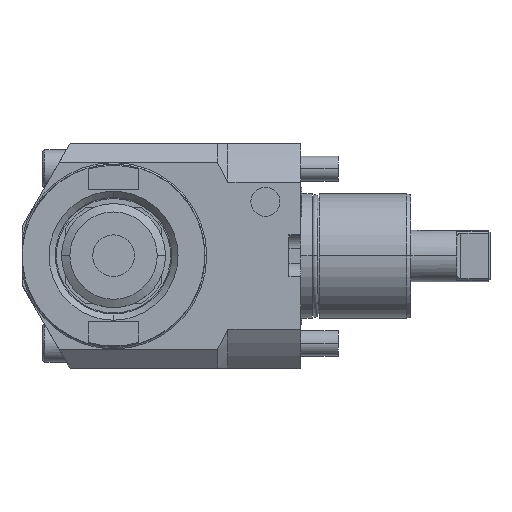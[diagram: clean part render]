
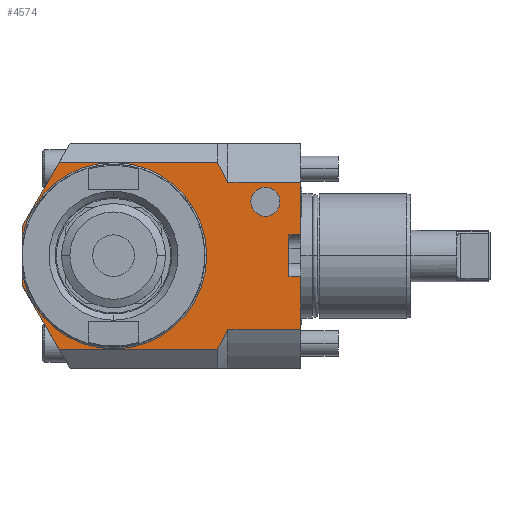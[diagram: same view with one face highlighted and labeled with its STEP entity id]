
A CAD part, top view. The second image highlights one B-rep face of the part: STEP entity #4574.
In plain terms, the highlighted planar face has unit normal (0, 0, 1).
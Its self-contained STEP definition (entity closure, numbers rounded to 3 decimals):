
#6=DIRECTION('',(-1.,0.,0.));
#7=VECTOR('',#6,35.);
#8=CARTESIAN_POINT('',(0.,-35.369,65.));
#9=LINE('',#8,#7);
#10=CARTESIAN_POINT('',(-35.,-35.369,65.));
#11=CARTESIAN_POINT('',(-35.245,-35.882,65.));
#12=CARTESIAN_POINT('',(-35.747,-36.915,65.));
#13=CARTESIAN_POINT('',(-36.533,-38.482,65.));
#14=CARTESIAN_POINT('',(-37.355,-40.072,65.));
#15=CARTESIAN_POINT('',(-38.214,-41.686,65.));
#16=CARTESIAN_POINT('',(-39.112,-43.326,65.));
#17=CARTESIAN_POINT('',(-39.738,-44.439,65.));
#18=CARTESIAN_POINT('',(-40.057,-45.,65.));
#20=DIRECTION('',(1.,0.,0.));
#21=VECTOR('',#20,76.045);
#22=CARTESIAN_POINT('',(-116.102,-45.,65.));
#23=LINE('',#22,#21);
#24=DIRECTION('',(0.5,-0.866,0.));
#25=VECTOR('',#24,35.796);
#26=CARTESIAN_POINT('',(-134.,-14.,65.));
#27=LINE('',#26,#25);
#28=CARTESIAN_POINT('',(-90.,0.,65.));
#29=DIRECTION('',(0.,0.,-1.));
#30=DIRECTION('',(1.,0.,0.));
#31=AXIS2_PLACEMENT_3D('',#28,#29,#30);
#33=CARTESIAN_POINT('',(-90.,0.,65.));
#34=DIRECTION('',(0.,0.,1.));
#35=DIRECTION('',(1.,0.,0.));
#36=AXIS2_PLACEMENT_3D('',#33,#34,#35);
#38=DIRECTION('',(-0.5,-0.866,0.));
#39=VECTOR('',#38,35.796);
#40=CARTESIAN_POINT('',(-116.102,45.,65.));
#41=LINE('',#40,#39);
#42=DIRECTION('',(1.,0.,0.));
#43=VECTOR('',#42,76.045);
#44=CARTESIAN_POINT('',(-116.102,45.,65.));
#45=LINE('',#44,#43);
#46=CARTESIAN_POINT('',(-40.057,45.,65.));
#47=CARTESIAN_POINT('',(-39.737,44.438,65.));
#48=CARTESIAN_POINT('',(-39.11,43.323,65.));
#49=CARTESIAN_POINT('',(-38.212,41.681,65.));
#50=CARTESIAN_POINT('',(-37.353,40.067,65.));
#51=CARTESIAN_POINT('',(-36.531,38.478,65.));
#52=CARTESIAN_POINT('',(-35.745,36.912,65.));
#53=CARTESIAN_POINT('',(-35.245,35.881,65.));
#54=CARTESIAN_POINT('',(-35.,35.369,65.));
#56=DIRECTION('',(-1.,0.,0.));
#57=VECTOR('',#56,35.);
#58=CARTESIAN_POINT('',(0.,35.369,65.));
#59=LINE('',#58,#57);
#60=DIRECTION('',(-1.,0.,0.));
#61=VECTOR('',#60,5.7);
#62=CARTESIAN_POINT('',(0.,10.,65.));
#63=LINE('',#62,#61);
#64=DIRECTION('',(0.,1.,0.));
#65=VECTOR('',#64,20.);
#66=CARTESIAN_POINT('',(-5.7,-10.,65.));
#67=LINE('',#66,#65);
#68=DIRECTION('',(-1.,0.,0.));
#69=VECTOR('',#68,5.7);
#70=CARTESIAN_POINT('',(0.,-10.,65.));
#71=LINE('',#70,#69);
#72=CARTESIAN_POINT('',(-17.,26.,65.));
#73=DIRECTION('',(0.,0.,-1.));
#74=DIRECTION('',(0.,1.,0.));
#75=AXIS2_PLACEMENT_3D('',#72,#73,#74);
#77=CARTESIAN_POINT('',(-17.,26.,65.));
#78=DIRECTION('',(0.,0.,-1.));
#79=DIRECTION('',(0.,-1.,0.));
#80=AXIS2_PLACEMENT_3D('',#77,#78,#79);
#357=DIRECTION('',(0.,-1.,0.));
#358=VECTOR('',#357,25.369);
#359=CARTESIAN_POINT('',(0.,-10.,65.));
#360=LINE('',#359,#358);
#383=DIRECTION('',(0.,-1.,0.));
#384=VECTOR('',#383,25.369);
#385=CARTESIAN_POINT('',(0.,35.369,65.));
#386=LINE('',#385,#384);
#825=CARTESIAN_POINT('',(-40.057,45.,65.));
#869=DIRECTION('',(0.,1.,0.));
#870=VECTOR('',#869,5.571);
#871=CARTESIAN_POINT('',(-134.,8.429,65.));
#872=LINE('',#871,#870);
#882=CARTESIAN_POINT('',(-134.,8.429,65.));
#895=DIRECTION('',(0.,1.,0.));
#896=VECTOR('',#895,5.571);
#897=CARTESIAN_POINT('',(-134.,-14.,65.));
#898=LINE('',#897,#896);
#1165=CARTESIAN_POINT('',(-40.057,-45.,65.));
#3663=CARTESIAN_POINT('',(0.,35.369,65.));
#3665=VERTEX_POINT('',#3663);
#3669=CARTESIAN_POINT('',(0.,-35.369,65.));
#3671=VERTEX_POINT('',#3669);
#3747=CARTESIAN_POINT('',(0.,-10.,65.));
#3749=VERTEX_POINT('',#3747);
#3757=CARTESIAN_POINT('',(0.,10.,65.));
#3758=VERTEX_POINT('',#3757);
#3771=CARTESIAN_POINT('',(-5.7,-10.,65.));
#3772=CARTESIAN_POINT('',(-5.7,10.,65.));
#3773=VERTEX_POINT('',#3771);
#3774=VERTEX_POINT('',#3772);
#3878=CARTESIAN_POINT('',(-134.,-14.,65.));
#3879=CARTESIAN_POINT('',(-134.,-8.429,65.));
#3880=VERTEX_POINT('',#3878);
#3881=VERTEX_POINT('',#3879);
#3882=CARTESIAN_POINT('',(-45.2,0.,65.));
#3883=VERTEX_POINT('',#3882);
#3884=VERTEX_POINT('',#882);
#3889=CARTESIAN_POINT('',(-134.,14.,65.));
#3890=VERTEX_POINT('',#3889);
#3899=CARTESIAN_POINT('',(-116.102,45.,65.));
#3901=VERTEX_POINT('',#3899);
#3912=CARTESIAN_POINT('',(-116.102,-45.,65.));
#3914=VERTEX_POINT('',#3912);
#3920=VERTEX_POINT('',#825);
#3921=VERTEX_POINT('',#1165);
#3923=CARTESIAN_POINT('',(-35.,35.369,65.));
#3925=VERTEX_POINT('',#3923);
#3945=CARTESIAN_POINT('',(-35.,-35.369,65.));
#3947=VERTEX_POINT('',#3945);
#4287=CARTESIAN_POINT('',(-17.,33.,65.));
#4288=CARTESIAN_POINT('',(-17.,19.,65.));
#4289=VERTEX_POINT('',#4287);
#4290=VERTEX_POINT('',#4288);
#4529=CARTESIAN_POINT('',(-35.,54.,65.));
#4530=DIRECTION('',(0.,0.,-1.));
#4531=DIRECTION('',(0.,-1.,0.));
#4532=AXIS2_PLACEMENT_3D('',#4529,#4530,#4531);
#4533=PLANE('',#4532);
#4535=ORIENTED_EDGE('',*,*,#4534,.T.);
#4537=ORIENTED_EDGE('',*,*,#4536,.T.);
#4539=ORIENTED_EDGE('',*,*,#4538,.F.);
#4541=ORIENTED_EDGE('',*,*,#4540,.F.);
#4543=ORIENTED_EDGE('',*,*,#4542,.T.);
#4545=ORIENTED_EDGE('',*,*,#4544,.F.);
#4547=ORIENTED_EDGE('',*,*,#4546,.T.);
#4549=ORIENTED_EDGE('',*,*,#4548,.T.);
#4551=ORIENTED_EDGE('',*,*,#4550,.F.);
#4553=ORIENTED_EDGE('',*,*,#4552,.T.);
#4554=ORIENTED_EDGE('',*,*,#4520,.T.);
#4555=ORIENTED_EDGE('',*,*,#4509,.F.);
#4557=ORIENTED_EDGE('',*,*,#4556,.T.);
#4559=ORIENTED_EDGE('',*,*,#4558,.T.);
#4561=ORIENTED_EDGE('',*,*,#4560,.F.);
#4563=ORIENTED_EDGE('',*,*,#4562,.F.);
#4565=ORIENTED_EDGE('',*,*,#4564,.T.);
#4566=EDGE_LOOP('',(#4535,#4537,#4539,#4541,#4543,#4545,#4547,#4549,#4551,#4553,
#4554,#4555,#4557,#4559,#4561,#4563,#4565));
#4567=FACE_OUTER_BOUND('',#4566,.F.);
#4569=ORIENTED_EDGE('',*,*,#4568,.F.);
#4571=ORIENTED_EDGE('',*,*,#4570,.F.);
#4572=EDGE_LOOP('',(#4569,#4571));
#4573=FACE_BOUND('',#4572,.F.);
#4574=ADVANCED_FACE('',(#4567,#4573),#4533,.F.);
#19=B_SPLINE_CURVE_WITH_KNOTS('',3,(#10,#11,#12,#13,#14,#15,#16,#17,#18),
.UNSPECIFIED.,.F.,.F.,(4,1,1,1,1,1,4),(0.,0.167,0.333,
0.5,0.667,0.833,1.),.UNSPECIFIED.);
#32=CIRCLE('',#31,44.8);
#37=CIRCLE('',#36,44.8);
#55=B_SPLINE_CURVE_WITH_KNOTS('',3,(#46,#47,#48,#49,#50,#51,#52,#53,#54),
.UNSPECIFIED.,.F.,.F.,(4,1,1,1,1,1,4),(0.,0.167,0.333,
0.5,0.667,0.833,1.),.UNSPECIFIED.);
#76=CIRCLE('',#75,7.);
#81=CIRCLE('',#80,7.);
#4509=EDGE_CURVE('',#3665,#3925,#59,.T.);
#4520=EDGE_CURVE('',#3920,#3925,#55,.T.);
#4534=EDGE_CURVE('',#3671,#3947,#9,.T.);
#4536=EDGE_CURVE('',#3947,#3921,#19,.T.);
#4538=EDGE_CURVE('',#3914,#3921,#23,.T.);
#4540=EDGE_CURVE('',#3880,#3914,#27,.T.);
#4542=EDGE_CURVE('',#3880,#3881,#898,.T.);
#4544=EDGE_CURVE('',#3883,#3881,#32,.T.);
#4546=EDGE_CURVE('',#3883,#3884,#37,.T.);
#4548=EDGE_CURVE('',#3884,#3890,#872,.T.);
#4550=EDGE_CURVE('',#3901,#3890,#41,.T.);
#4552=EDGE_CURVE('',#3901,#3920,#45,.T.);
#4556=EDGE_CURVE('',#3665,#3758,#386,.T.);
#4558=EDGE_CURVE('',#3758,#3774,#63,.T.);
#4560=EDGE_CURVE('',#3773,#3774,#67,.T.);
#4562=EDGE_CURVE('',#3749,#3773,#71,.T.);
#4564=EDGE_CURVE('',#3749,#3671,#360,.T.);
#4568=EDGE_CURVE('',#4289,#4290,#76,.T.);
#4570=EDGE_CURVE('',#4290,#4289,#81,.T.);
